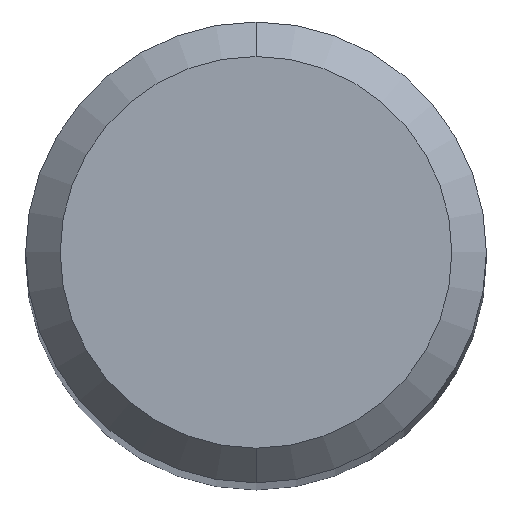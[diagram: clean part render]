
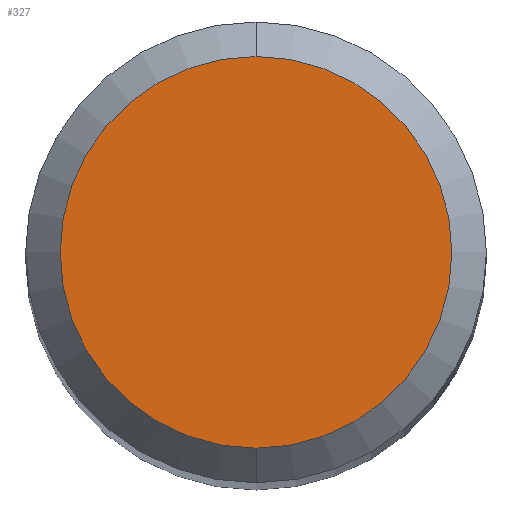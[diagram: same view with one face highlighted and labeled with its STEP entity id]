
A CAD part, top view. The second image highlights one B-rep face of the part: STEP entity #327.
In plain terms, the highlighted planar face has unit normal (0, 0, 1).
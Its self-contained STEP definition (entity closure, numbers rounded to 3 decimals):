
#231=VERTEX_POINT('',#543);
#273=EDGE_CURVE('',#231,#463,#589,.T.);
#327=ADVANCED_FACE('',(#650),#651,.T.);
#341=EDGE_CURVE('',#463,#231,#666,.T.);
#463=VERTEX_POINT('',#800);
#543=CARTESIAN_POINT('',(0.,-1.7,0.0));
#589=CIRCLE('',#1038,1.7);
#650=FACE_OUTER_BOUND('',#1118,.T.);
#651=PLANE('',#1119);
#666=CIRCLE('',#1158,1.7);
#800=CARTESIAN_POINT('',(0.0,1.7,0.0));
#1038=AXIS2_PLACEMENT_3D('',#1548,#1549,#1550);
#1118=EDGE_LOOP('',(#1628,#1629));
#1119=AXIS2_PLACEMENT_3D('',#1630,#1631,#1632);
#1158=AXIS2_PLACEMENT_3D('',#1645,#1646,#1647);
#1548=CARTESIAN_POINT('',(0.0,0.0,0.0));
#1549=DIRECTION('',(0.0,0.0,-1.0));
#1550=DIRECTION('',(0.0,1.0,0.0));
#1628=ORIENTED_EDGE('',*,*,#341,.F.);
#1629=ORIENTED_EDGE('',*,*,#273,.F.);
#1630=CARTESIAN_POINT('',(0.0,0.85,0.0));
#1631=DIRECTION('',(-0.0,0.0,1.0));
#1632=DIRECTION('',(0.0,-1.0,0.0));
#1645=CARTESIAN_POINT('',(0.0,0.0,0.0));
#1646=DIRECTION('',(0.0,0.0,-1.0));
#1647=DIRECTION('',(0.0,1.0,0.0));
